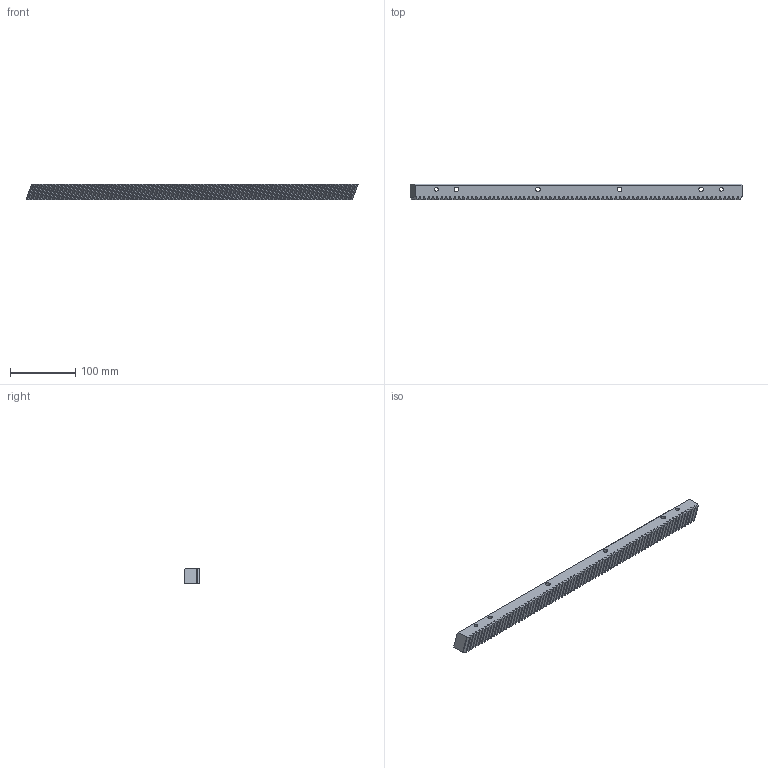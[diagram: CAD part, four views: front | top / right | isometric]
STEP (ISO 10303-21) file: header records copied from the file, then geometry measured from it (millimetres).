
FILE_DESCRIPTION(/* description */ ('Alibre Inc.'),/* implementation_level */ '2;1');
FILE_NAME(/* name */ 'export-2ADB894D-CB24-4DD1-B2D0-D31202802EC2',/* time_stamp */ '2020-11-24T21:21:37+01:00',/* author */ (''),/* organization */ (''),/* preprocessor_version */ 'ST-DEVELOPER v17',/* originating_system */ 'Alibre',/* authorisation */ '');
FILE_SCHEMA (('AUTOMOTIVE_DESIGN'));
Length unit declared in the file: millimetre
Products named in the file (1): 1HR26R020050H
Bounding box: 508.51 x 24 x 24 mm (x, y, z)
Volume: 255052.2 mm3; surface area: 61131.2 mm2
Topology: 1 solids, 1 shells, 471 faces, 1405 edges, 940 vertices
Faces by surface type: plane 311, bspline 150, cylinder 10
Full cylindrical faces by diameter (mm): 5.7 x2, 7 x4, 11 x4
Entity records: 15657 total; most frequent: CARTESIAN_POINT 3556, ORIENTED_EDGE 2810, DIRECTION 2046, EDGE_CURVE 1405, VECTOR 1075, LINE 1075, VERTEX_POINT 940, AXIS2_PLACEMENT_3D 641
